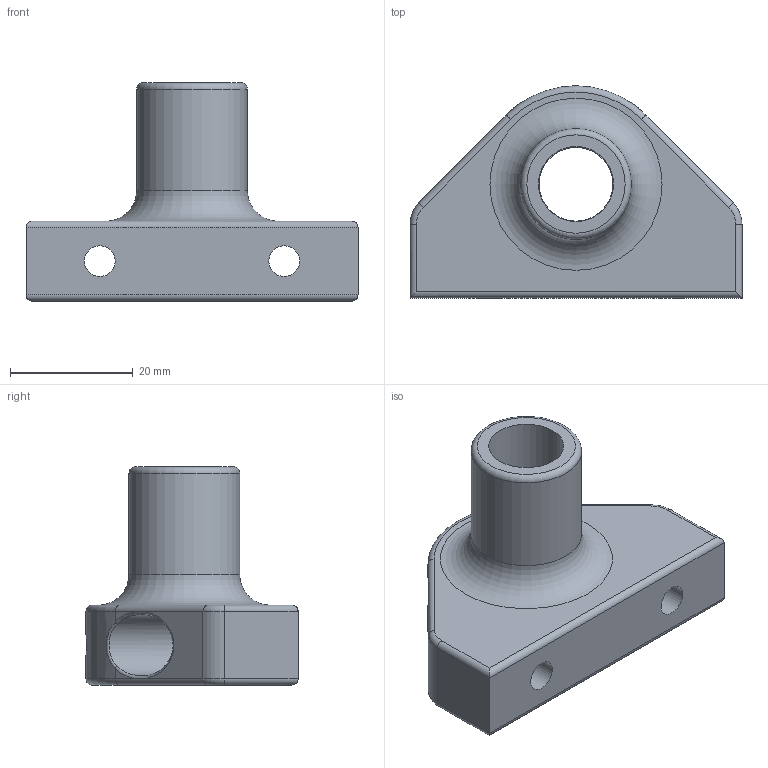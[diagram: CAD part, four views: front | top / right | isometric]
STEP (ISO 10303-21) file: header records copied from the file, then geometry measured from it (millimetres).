
FILE_DESCRIPTION(/* description */ (''),/* implementation_level */ '2;1');
FILE_NAME(/* name */ 'JKK60_WithCover_RailAdapter_12mm v9.step',/* time_stamp */ '2024-11-10T09:18:35+01:00',/* author */ (''),/* organization */ (''),/* preprocessor_version */ 'ST-DEVELOPER v20',/* originating_system */ 'Autodesk Translation Framework v13.14.0.145',/* authorisation */ '');
FILE_SCHEMA (('AUTOMOTIVE_DESIGN { 1 0 10303 214 3 1 1 }'));
Length unit declared in the file: millimetre
Products named in the file (1): JKK60_WithCover_RailAdapter_12mm
Bounding box: 54 x 34.5 x 35.5 mm (x, y, z)
Volume: 18368.9 mm3; surface area: 7950.6 mm2
Topology: 1 solids, 1 shells, 50 faces, 112 edges, 66 vertices
Faces by surface type: cylinder 21, plane 15, torus 9, bspline 5
Full cylindrical faces by diameter (mm): 2.5 x1, 5 x2, 10 x2, 12 x1, 12.2 x1, 18 x1
Entity records: 1881 total; most frequent: CARTESIAN_POINT 699, DIRECTION 260, ORIENTED_EDGE 224, EDGE_CURVE 112, AXIS2_PLACEMENT_3D 109, VERTEX_POINT 66, EDGE_LOOP 60, FACE_OUTER_BOUND 50
